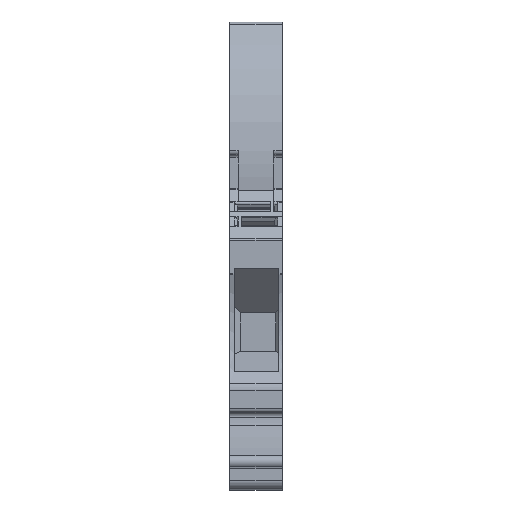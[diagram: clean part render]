
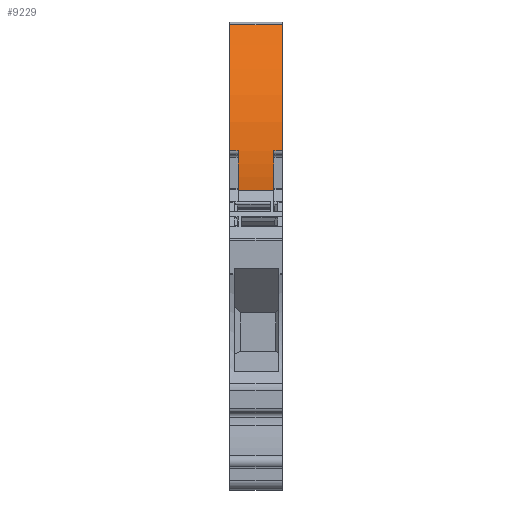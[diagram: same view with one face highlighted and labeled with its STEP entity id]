
A CAD part, left-side view. The second image highlights one B-rep face of the part: STEP entity #9229.
In plain terms, the highlighted cylindrical face has radius 30 mm (diameter 60 mm), a partial arc.
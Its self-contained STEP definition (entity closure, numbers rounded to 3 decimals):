
#841=LINE('',#13529,#1536);
#843=LINE('',#13532,#1538);
#867=LINE('',#13578,#1562);
#868=LINE('',#13580,#1563);
#1536=VECTOR('',#11442,1000.);
#1538=VECTOR('',#11446,1000.);
#1562=VECTOR('',#11510,1000.);
#1563=VECTOR('',#11513,1000.);
#1663=CIRCLE('',#9359,30.);
#1672=CIRCLE('',#9371,30.);
#1843=CIRCLE('',#9726,30.);
#1864=CIRCLE('',#9779,30.);
#3480=ORIENTED_EDGE('',*,*,#4730,.T.);
#3481=ORIENTED_EDGE('',*,*,#3990,.F.);
#3482=ORIENTED_EDGE('',*,*,#4705,.T.);
#3483=ORIENTED_EDGE('',*,*,#3964,.F.);
#3484=ORIENTED_EDGE('',*,*,#4703,.T.);
#3485=ORIENTED_EDGE('',*,*,#4603,.T.);
#3486=ORIENTED_EDGE('',*,*,#4729,.F.);
#3487=ORIENTED_EDGE('',*,*,#4686,.T.);
#3964=EDGE_CURVE('',#4942,#4943,#1663,.F.);
#3990=EDGE_CURVE('',#4963,#4964,#1672,.F.);
#4603=EDGE_CURVE('',#5397,#5396,#1843,.T.);
#4686=EDGE_CURVE('',#5446,#5445,#1864,.F.);
#4703=EDGE_CURVE('',#4942,#5397,#841,.T.);
#4705=EDGE_CURVE('',#4963,#4943,#843,.T.);
#4729=EDGE_CURVE('',#5446,#5396,#867,.T.);
#4730=EDGE_CURVE('',#5445,#4964,#868,.T.);
#4942=VERTEX_POINT('',#12048);
#4943=VERTEX_POINT('',#12050);
#4963=VERTEX_POINT('',#12098);
#4964=VERTEX_POINT('',#12100);
#5396=VERTEX_POINT('',#13330);
#5397=VERTEX_POINT('',#13332);
#5445=VERTEX_POINT('',#13494);
#5446=VERTEX_POINT('',#13496);
#5835=EDGE_LOOP('',(#3480,#3481,#3482,#3483,#3484,#3485,#3486,#3487));
#6238=FACE_BOUND('',#5835,.T.);
#6447=CYLINDRICAL_SURFACE('',#9815,30.);
#9229=ADVANCED_FACE('',(#6238),#6447,.T.);
#9359=AXIS2_PLACEMENT_3D('',#12049,#10062,#10063);
#9371=AXIS2_PLACEMENT_3D('',#12099,#10103,#10104);
#9726=AXIS2_PLACEMENT_3D('',#13331,#11249,#11250);
#9779=AXIS2_PLACEMENT_3D('',#13495,#11417,#11418);
#9815=AXIS2_PLACEMENT_3D('',#13594,#11534,#11535);
#10062=DIRECTION('',(0.,1.,0.));
#10063=DIRECTION('',(0.,0.,1.));
#10103=DIRECTION('',(0.,-1.,0.));
#10104=DIRECTION('',(0.,0.,-1.));
#11249=DIRECTION('',(0.,1.,0.));
#11250=DIRECTION('',(1.,0.,0.));
#11417=DIRECTION('',(0.,1.,0.));
#11418=DIRECTION('',(0.,0.,1.));
#11442=DIRECTION('',(0.,-1.,0.));
#11446=DIRECTION('',(0.,-1.,0.));
#11510=DIRECTION('',(0.,-1.,0.));
#11513=DIRECTION('',(0.,-1.,0.));
#11534=DIRECTION('',(0.,-1.,0.));
#11535=DIRECTION('',(0.,0.,-1.));
#12048=CARTESIAN_POINT('',(-20.733,-2.4,23.515));
#12049=CARTESIAN_POINT('',(9.088,-2.4,20.243));
#12050=CARTESIAN_POINT('',(-20.794,-2.4,17.586));
#12098=CARTESIAN_POINT('',(-20.794,3.,17.586));
#12099=CARTESIAN_POINT('',(9.088,3.,20.243));
#12100=CARTESIAN_POINT('',(-20.733,3.,23.515));
#13330=CARTESIAN_POINT('',(-10.908,-3.7,42.608));
#13331=CARTESIAN_POINT('',(9.088,-3.7,20.243));
#13332=CARTESIAN_POINT('',(-20.733,-3.7,23.515));
#13494=CARTESIAN_POINT('',(-20.733,4.3,23.515));
#13495=CARTESIAN_POINT('',(9.088,4.3,20.243));
#13496=CARTESIAN_POINT('',(-10.908,4.3,42.608));
#13529=CARTESIAN_POINT('',(-20.733,43.518,23.515));
#13532=CARTESIAN_POINT('',(-20.794,43.518,17.586));
#13578=CARTESIAN_POINT('',(-10.908,43.518,42.608));
#13580=CARTESIAN_POINT('',(-20.733,4.3,23.515));
#13594=CARTESIAN_POINT('',(9.088,43.518,20.243));
